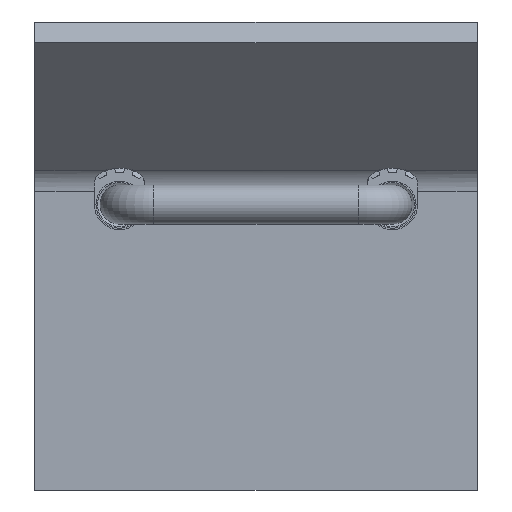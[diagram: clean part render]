
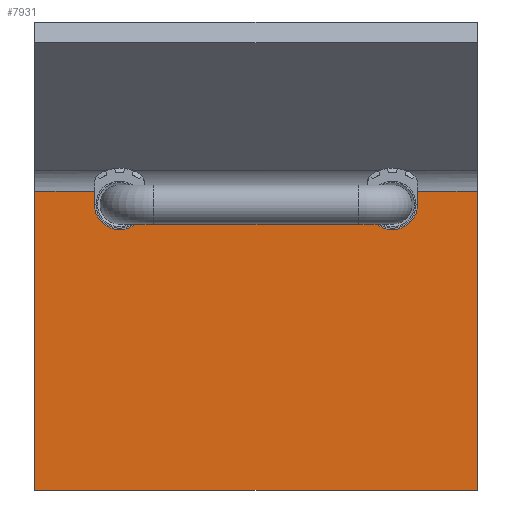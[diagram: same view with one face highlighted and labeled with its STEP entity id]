
A CAD part, front view. The second image highlights one B-rep face of the part: STEP entity #7931.
In plain terms, the highlighted planar face has unit normal (0, -1, 0).
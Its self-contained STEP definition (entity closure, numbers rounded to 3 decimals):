
#7613=CARTESIAN_POINT('',(21.9,63.62,1.79));
#7614=VERTEX_POINT('',#7613);
#7654=CARTESIAN_POINT('',(15.1,63.62,1.79));
#7655=VERTEX_POINT('',#7654);
#7727=CARTESIAN_POINT('',(15.1,63.62,0.));
#7728=VERTEX_POINT('',#7727);
#7729=CARTESIAN_POINT('',(15.1,63.62,0.));
#7730=DIRECTION('',(0.0,0.0,1.0));
#7731=VECTOR('',#7730,1.79);
#7732=LINE('',#7729,#7731);
#7733=EDGE_CURVE('',#7728,#7655,#7732,.T.);
#7751=CARTESIAN_POINT('',(21.9,63.62,0.));
#7752=VERTEX_POINT('',#7751);
#7753=CARTESIAN_POINT('',(18.5,63.62,0.));
#7754=DIRECTION('',(0.0,1.0,0.0));
#7755=DIRECTION('',(1.0,0.0,0.0));
#7756=AXIS2_PLACEMENT_3D('',#7753,#7754,#7755);
#7757=CIRCLE('',#7756,3.4);
#7758=EDGE_CURVE('',#7752,#7728,#7757,.T.);
#7776=CARTESIAN_POINT('',(21.9,63.62,1.79));
#7777=DIRECTION('',(0.0,0.0,-1.0));
#7778=VECTOR('',#7777,1.79);
#7779=LINE('',#7776,#7778);
#7780=EDGE_CURVE('',#7614,#7752,#7779,.T.);
#7812=CARTESIAN_POINT('',(-15.1,63.62,1.79));
#7813=VERTEX_POINT('',#7812);
#7821=CARTESIAN_POINT('',(15.1,63.62,1.79));
#7822=DIRECTION('',(-1.0,0.0,0.0));
#7823=VECTOR('',#7822,30.2);
#7824=LINE('',#7821,#7823);
#7825=EDGE_CURVE('',#7655,#7813,#7824,.T.);
#7838=CARTESIAN_POINT('',(30.,63.62,1.79));
#7839=VERTEX_POINT('',#7838);
#7840=CARTESIAN_POINT('',(30.,63.62,1.79));
#7841=DIRECTION('',(-1.0,0.0,0.0));
#7842=VECTOR('',#7841,8.1);
#7843=LINE('',#7840,#7842);
#7844=EDGE_CURVE('',#7839,#7614,#7843,.T.);
#7864=CARTESIAN_POINT('',(0.,63.62,-3.948));
#7865=DIRECTION('',(0.0,-1.0,0.0));
#7866=DIRECTION('',(-1.0,0.0,0.0));
#7867=AXIS2_PLACEMENT_3D('',#7864,#7865,#7866);
#7868=PLANE('',#7867);
#7869=ORIENTED_EDGE('',*,*,#7780,.T.);
#7870=ORIENTED_EDGE('',*,*,#7758,.T.);
#7871=ORIENTED_EDGE('',*,*,#7733,.T.);
#7872=ORIENTED_EDGE('',*,*,#7825,.T.);
#7873=CARTESIAN_POINT('',(-15.1,63.62,0.));
#7874=VERTEX_POINT('',#7873);
#7875=CARTESIAN_POINT('',(-15.1,63.62,1.79));
#7876=DIRECTION('',(0.0,0.0,-1.0));
#7877=VECTOR('',#7876,1.79);
#7878=LINE('',#7875,#7877);
#7879=EDGE_CURVE('',#7813,#7874,#7878,.T.);
#7880=ORIENTED_EDGE('',*,*,#7879,.T.);
#7881=CARTESIAN_POINT('',(-21.9,63.62,0.));
#7882=VERTEX_POINT('',#7881);
#7883=CARTESIAN_POINT('',(-18.5,63.62,0.));
#7884=DIRECTION('',(0.0,1.0,0.0));
#7885=DIRECTION('',(-1.0,0.0,0.0));
#7886=AXIS2_PLACEMENT_3D('',#7883,#7884,#7885);
#7887=CIRCLE('',#7886,3.4);
#7888=EDGE_CURVE('',#7874,#7882,#7887,.T.);
#7889=ORIENTED_EDGE('',*,*,#7888,.T.);
#7890=CARTESIAN_POINT('',(-21.9,63.62,1.79));
#7891=VERTEX_POINT('',#7890);
#7892=CARTESIAN_POINT('',(-21.9,63.62,0.));
#7893=DIRECTION('',(0.0,0.0,1.0));
#7894=VECTOR('',#7893,1.79);
#7895=LINE('',#7892,#7894);
#7896=EDGE_CURVE('',#7882,#7891,#7895,.T.);
#7897=ORIENTED_EDGE('',*,*,#7896,.T.);
#7898=CARTESIAN_POINT('',(-30.,63.62,1.79));
#7899=VERTEX_POINT('',#7898);
#7900=CARTESIAN_POINT('',(-21.9,63.62,1.79));
#7901=DIRECTION('',(-1.0,0.0,0.0));
#7902=VECTOR('',#7901,8.1);
#7903=LINE('',#7900,#7902);
#7904=EDGE_CURVE('',#7891,#7899,#7903,.T.);
#7905=ORIENTED_EDGE('',*,*,#7904,.T.);
#7906=CARTESIAN_POINT('',(-30.,63.62,-38.696));
#7907=VERTEX_POINT('',#7906);
#7908=CARTESIAN_POINT('',(-30.,63.62,1.79));
#7909=DIRECTION('',(0.0,0.0,-1.0));
#7910=VECTOR('',#7909,40.486);
#7911=LINE('',#7908,#7910);
#7912=EDGE_CURVE('',#7899,#7907,#7911,.T.);
#7913=ORIENTED_EDGE('',*,*,#7912,.T.);
#7914=CARTESIAN_POINT('',(30.,63.62,-38.696));
#7915=VERTEX_POINT('',#7914);
#7916=CARTESIAN_POINT('',(-30.,63.62,-38.696));
#7917=DIRECTION('',(1.0,0.0,0.0));
#7918=VECTOR('',#7917,60.0);
#7919=LINE('',#7916,#7918);
#7920=EDGE_CURVE('',#7907,#7915,#7919,.T.);
#7921=ORIENTED_EDGE('',*,*,#7920,.T.);
#7922=CARTESIAN_POINT('',(30.,63.62,1.79));
#7923=DIRECTION('',(0.0,0.0,-1.0));
#7924=VECTOR('',#7923,40.486);
#7925=LINE('',#7922,#7924);
#7926=EDGE_CURVE('',#7839,#7915,#7925,.T.);
#7927=ORIENTED_EDGE('',*,*,#7926,.F.);
#7928=ORIENTED_EDGE('',*,*,#7844,.T.);
#7929=EDGE_LOOP('',(#7869,#7870,#7871,#7872,#7880,#7889,#7897,#7905,#7913,#7921,#7927,#7928));
#7930=FACE_OUTER_BOUND('',#7929,.T.);
#7931=ADVANCED_FACE('',(#7930),#7868,.T.);
